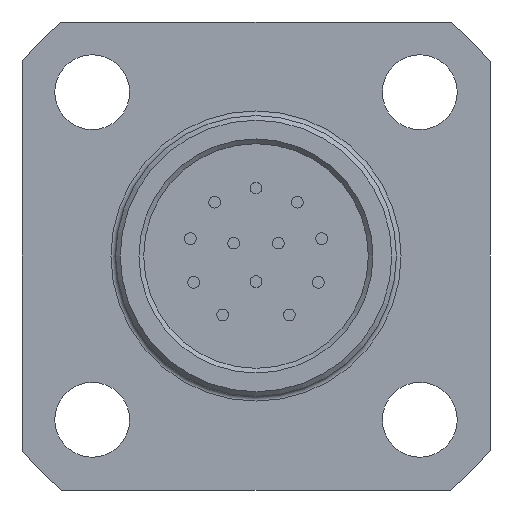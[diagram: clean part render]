
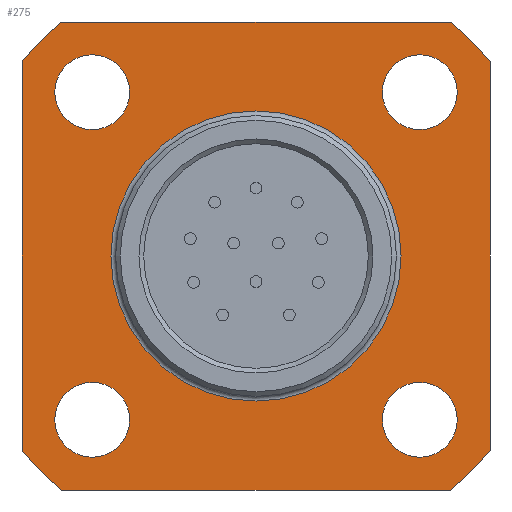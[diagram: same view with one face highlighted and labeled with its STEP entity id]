
A CAD part, left-side view. The second image highlights one B-rep face of the part: STEP entity #275.
In plain terms, the highlighted planar face has unit normal (-1, 0, 0).
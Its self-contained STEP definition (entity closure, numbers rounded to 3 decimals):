
#118=PLANE('',#1173);
#151=FACE_BOUND('',#439,.T.);
#152=FACE_BOUND('',#440,.T.);
#153=FACE_BOUND('',#441,.T.);
#154=FACE_BOUND('',#442,.T.);
#155=FACE_BOUND('',#443,.T.);
#156=FACE_BOUND('',#444,.T.);
#275=ADVANCED_FACE('',(#151,#152,#153,#154,#155,#156),#118,.F.);
#439=EDGE_LOOP('',(#705));
#440=EDGE_LOOP('',(#706));
#441=EDGE_LOOP('',(#707));
#442=EDGE_LOOP('',(#708));
#443=EDGE_LOOP('',(#709));
#444=EDGE_LOOP('',(#710,#711,#712,#713,#714,#715,#716,#717));
#590=CIRCLE('',#1148,13.);
#592=CIRCLE('',#1151,13.);
#594=CIRCLE('',#1154,13.);
#601=CIRCLE('',#1163,13.);
#604=CIRCLE('',#1168,1.6);
#605=CIRCLE('',#1169,1.6);
#606=CIRCLE('',#1170,1.6);
#607=CIRCLE('',#1171,1.6);
#608=CIRCLE('',#1172,6.2);
#705=ORIENTED_EDGE('',*,*,#1016,.F.);
#706=ORIENTED_EDGE('',*,*,#1017,.F.);
#707=ORIENTED_EDGE('',*,*,#1018,.T.);
#708=ORIENTED_EDGE('',*,*,#1019,.T.);
#709=ORIENTED_EDGE('',*,*,#1020,.T.);
#710=ORIENTED_EDGE('',*,*,#1012,.T.);
#711=ORIENTED_EDGE('',*,*,#1021,.F.);
#712=ORIENTED_EDGE('',*,*,#992,.T.);
#713=ORIENTED_EDGE('',*,*,#1022,.F.);
#714=ORIENTED_EDGE('',*,*,#996,.T.);
#715=ORIENTED_EDGE('',*,*,#1023,.F.);
#716=ORIENTED_EDGE('',*,*,#1000,.T.);
#717=ORIENTED_EDGE('',*,*,#1024,.F.);
#893=VERTEX_POINT('',#1683);
#895=VERTEX_POINT('',#1687);
#897=VERTEX_POINT('',#1692);
#899=VERTEX_POINT('',#1696);
#901=VERTEX_POINT('',#1701);
#903=VERTEX_POINT('',#1705);
#911=VERTEX_POINT('',#1727);
#912=VERTEX_POINT('',#1729);
#915=VERTEX_POINT('',#1738);
#916=VERTEX_POINT('',#1740);
#917=VERTEX_POINT('',#1742);
#918=VERTEX_POINT('',#1744);
#919=VERTEX_POINT('',#1746);
#992=EDGE_CURVE('',#893,#895,#590,.T.);
#996=EDGE_CURVE('',#897,#899,#592,.T.);
#1000=EDGE_CURVE('',#901,#903,#594,.T.);
#1012=EDGE_CURVE('',#912,#911,#601,.T.);
#1016=EDGE_CURVE('',#915,#915,#604,.T.);
#1017=EDGE_CURVE('',#916,#916,#605,.T.);
#1018=EDGE_CURVE('',#917,#917,#606,.T.);
#1019=EDGE_CURVE('',#918,#918,#607,.T.);
#1020=EDGE_CURVE('',#919,#919,#608,.T.);
#1021=EDGE_CURVE('',#893,#911,#1110,.T.);
#1022=EDGE_CURVE('',#897,#895,#1111,.T.);
#1023=EDGE_CURVE('',#901,#899,#1112,.T.);
#1024=EDGE_CURVE('',#912,#903,#1113,.T.);
#1110=LINE('',#1747,#1134);
#1111=LINE('',#1748,#1135);
#1112=LINE('',#1749,#1136);
#1113=LINE('',#1750,#1137);
#1134=VECTOR('',#1382,1.);
#1135=VECTOR('',#1383,1.);
#1136=VECTOR('',#1384,1.);
#1137=VECTOR('',#1385,1.);
#1148=AXIS2_PLACEMENT_3D('',#1688,#1322,#1323);
#1151=AXIS2_PLACEMENT_3D('',#1697,#1330,#1331);
#1154=AXIS2_PLACEMENT_3D('',#1706,#1338,#1339);
#1163=AXIS2_PLACEMENT_3D('',#1728,#1361,#1362);
#1168=AXIS2_PLACEMENT_3D('',#1737,#1372,#1373);
#1169=AXIS2_PLACEMENT_3D('',#1739,#1374,#1375);
#1170=AXIS2_PLACEMENT_3D('',#1741,#1376,#1377);
#1171=AXIS2_PLACEMENT_3D('',#1743,#1378,#1379);
#1172=AXIS2_PLACEMENT_3D('',#1745,#1380,#1381);
#1173=AXIS2_PLACEMENT_3D('',#1751,#1386,#1387);
#1322=DIRECTION('',(-1.,0.,0.));
#1323=DIRECTION('',(0.,0.,-1.));
#1330=DIRECTION('',(-1.,0.,0.));
#1331=DIRECTION('',(0.,0.,-1.));
#1338=DIRECTION('',(-1.,0.,0.));
#1339=DIRECTION('',(0.,0.,-1.));
#1361=DIRECTION('',(-1.,0.,0.));
#1362=DIRECTION('',(0.,0.,-1.));
#1372=DIRECTION('',(-1.,0.,0.));
#1373=DIRECTION('',(0.,0.,-1.));
#1374=DIRECTION('',(-1.,0.,0.));
#1375=DIRECTION('',(0.,0.,-1.));
#1376=DIRECTION('',(1.,0.,0.));
#1377=DIRECTION('',(0.,0.,-1.));
#1378=DIRECTION('',(1.,0.,0.));
#1379=DIRECTION('',(0.,0.,-1.));
#1380=DIRECTION('',(1.,0.,0.));
#1381=DIRECTION('',(0.,0.,-1.));
#1382=DIRECTION('',(0.,0.,1.));
#1383=DIRECTION('',(0.,1.,0.));
#1384=DIRECTION('',(0.,0.,-1.));
#1385=DIRECTION('',(0.,-1.,0.));
#1386=DIRECTION('',(1.,0.,0.));
#1387=DIRECTION('',(0.,0.,-1.));
#1683=CARTESIAN_POINT('',(5.,10.,-8.307));
#1687=CARTESIAN_POINT('',(5.,8.307,-10.));
#1688=CARTESIAN_POINT('',(5.,0.,0.));
#1692=CARTESIAN_POINT('',(5.,-8.307,-10.));
#1696=CARTESIAN_POINT('',(5.,-10.,-8.307));
#1697=CARTESIAN_POINT('',(5.,0.,0.));
#1701=CARTESIAN_POINT('',(5.,-10.,8.307));
#1705=CARTESIAN_POINT('',(5.,-8.307,10.));
#1706=CARTESIAN_POINT('',(5.,0.,0.));
#1727=CARTESIAN_POINT('',(5.,10.,8.307));
#1728=CARTESIAN_POINT('',(5.,0.,0.));
#1729=CARTESIAN_POINT('',(5.,8.307,10.));
#1737=CARTESIAN_POINT('',(5.,7.,7.));
#1738=CARTESIAN_POINT('',(5.,7.,5.4));
#1739=CARTESIAN_POINT('',(5.,7.,-7.));
#1740=CARTESIAN_POINT('',(5.,7.,-8.6));
#1741=CARTESIAN_POINT('',(5.,-7.,7.));
#1742=CARTESIAN_POINT('',(5.,-7.,5.4));
#1743=CARTESIAN_POINT('',(5.,-7.,-7.));
#1744=CARTESIAN_POINT('',(5.,-7.,-8.6));
#1745=CARTESIAN_POINT('',(5.,0.,0.));
#1746=CARTESIAN_POINT('',(5.,0.,-6.2));
#1747=CARTESIAN_POINT('',(5.,10.,-10.));
#1748=CARTESIAN_POINT('',(5.,-10.,-10.));
#1749=CARTESIAN_POINT('',(5.,-10.,10.));
#1750=CARTESIAN_POINT('',(5.,10.,10.));
#1751=CARTESIAN_POINT('',(5.,0.,0.));
